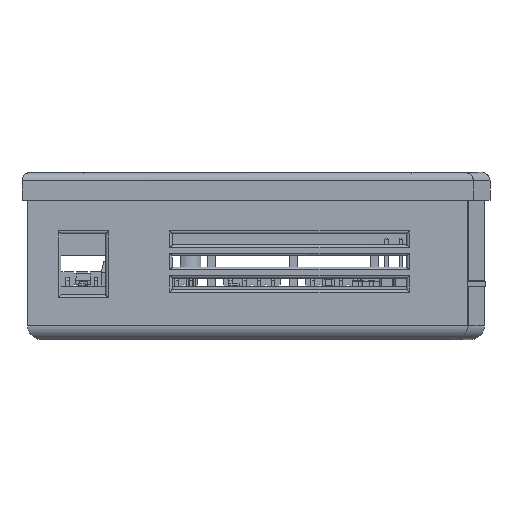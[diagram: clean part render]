
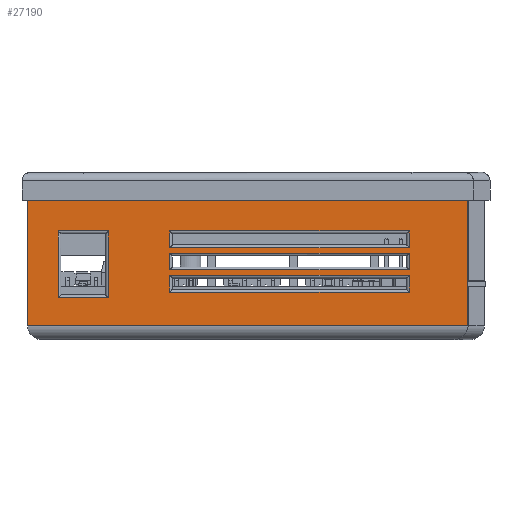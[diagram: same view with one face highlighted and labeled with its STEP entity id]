
A CAD part, front view. The second image highlights one B-rep face of the part: STEP entity #27190.
In plain terms, the highlighted planar face has unit normal (0, -1, 0).
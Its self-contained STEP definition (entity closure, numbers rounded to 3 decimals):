
#1492=FACE_BOUND('',#4900,.T.);
#1493=FACE_BOUND('',#4901,.T.);
#1494=FACE_BOUND('',#4902,.T.);
#1495=FACE_BOUND('',#4903,.T.);
#3183=FACE_OUTER_BOUND('',#4899,.T.);
#4899=EDGE_LOOP('',(#22182,#22183,#22184,#22185,#22186,#22187));
#4900=EDGE_LOOP('',(#22188,#22189,#22190,#22191));
#4901=EDGE_LOOP('',(#22192,#22193,#22194,#22195));
#4902=EDGE_LOOP('',(#22196,#22197,#22198,#22199));
#4903=EDGE_LOOP('',(#22200,#22201,#22202,#22203));
#7250=LINE('',#41833,#9901);
#7315=LINE('',#41963,#9966);
#7324=LINE('',#41982,#9975);
#7387=LINE('',#42109,#10038);
#7457=LINE('',#42318,#10108);
#7461=LINE('',#42332,#10112);
#7463=LINE('',#42340,#10114);
#7466=LINE('',#42348,#10117);
#7467=LINE('',#42351,#10118);
#7472=LINE('',#42359,#10123);
#7473=LINE('',#42362,#10124);
#7474=LINE('',#42364,#10125);
#7475=LINE('',#42366,#10126);
#7476=LINE('',#42367,#10127);
#7477=LINE('',#42370,#10128);
#7478=LINE('',#42372,#10129);
#7479=LINE('',#42374,#10130);
#7480=LINE('',#42375,#10131);
#7481=LINE('',#42378,#10132);
#7482=LINE('',#42380,#10133);
#7483=LINE('',#42382,#10134);
#7484=LINE('',#42383,#10135);
#9901=VECTOR('',#34751,10.);
#9966=VECTOR('',#34828,10.);
#9975=VECTOR('',#34841,10.);
#10038=VECTOR('',#34942,10.);
#10108=VECTOR('',#35138,10.);
#10112=VECTOR('',#35152,10.);
#10114=VECTOR('',#35160,10.);
#10117=VECTOR('',#35167,10.);
#10118=VECTOR('',#35172,10.);
#10123=VECTOR('',#35183,10.);
#10124=VECTOR('',#35184,10.);
#10125=VECTOR('',#35185,10.);
#10126=VECTOR('',#35186,10.);
#10127=VECTOR('',#35187,10.);
#10128=VECTOR('',#35188,10.);
#10129=VECTOR('',#35189,10.);
#10130=VECTOR('',#35190,10.);
#10131=VECTOR('',#35191,10.);
#10132=VECTOR('',#35192,10.);
#10133=VECTOR('',#35193,10.);
#10134=VECTOR('',#35194,10.);
#10135=VECTOR('',#35195,10.);
#12247=VERTEX_POINT('',#41830);
#12248=VERTEX_POINT('',#41832);
#12306=VERTEX_POINT('',#41960);
#12307=VERTEX_POINT('',#41962);
#12315=VERTEX_POINT('',#41980);
#12360=VERTEX_POINT('',#42105);
#12416=VERTEX_POINT('',#42330);
#12417=VERTEX_POINT('',#42331);
#12420=VERTEX_POINT('',#42339);
#12423=VERTEX_POINT('',#42347);
#12424=VERTEX_POINT('',#42360);
#12425=VERTEX_POINT('',#42361);
#12426=VERTEX_POINT('',#42363);
#12427=VERTEX_POINT('',#42365);
#12428=VERTEX_POINT('',#42368);
#12429=VERTEX_POINT('',#42369);
#12430=VERTEX_POINT('',#42371);
#12431=VERTEX_POINT('',#42373);
#12432=VERTEX_POINT('',#42376);
#12433=VERTEX_POINT('',#42377);
#12434=VERTEX_POINT('',#42379);
#12435=VERTEX_POINT('',#42381);
#15547=EDGE_CURVE('',#12247,#12248,#7250,.T.);
#15612=EDGE_CURVE('',#12307,#12306,#7315,.T.);
#15622=EDGE_CURVE('',#12315,#12306,#7324,.T.);
#15686=EDGE_CURVE('',#12248,#12360,#7387,.T.);
#15783=EDGE_CURVE('',#12360,#12315,#7457,.T.);
#15789=EDGE_CURVE('',#12416,#12417,#7461,.T.);
#15793=EDGE_CURVE('',#12417,#12420,#7463,.T.);
#15797=EDGE_CURVE('',#12420,#12423,#7466,.T.);
#15799=EDGE_CURVE('',#12423,#12416,#7467,.T.);
#15804=EDGE_CURVE('',#12307,#12247,#7472,.T.);
#15805=EDGE_CURVE('',#12424,#12425,#7473,.T.);
#15806=EDGE_CURVE('',#12426,#12424,#7474,.T.);
#15807=EDGE_CURVE('',#12427,#12426,#7475,.T.);
#15808=EDGE_CURVE('',#12425,#12427,#7476,.T.);
#15809=EDGE_CURVE('',#12428,#12429,#7477,.T.);
#15810=EDGE_CURVE('',#12430,#12428,#7478,.T.);
#15811=EDGE_CURVE('',#12431,#12430,#7479,.T.);
#15812=EDGE_CURVE('',#12429,#12431,#7480,.T.);
#15813=EDGE_CURVE('',#12432,#12433,#7481,.T.);
#15814=EDGE_CURVE('',#12434,#12432,#7482,.T.);
#15815=EDGE_CURVE('',#12435,#12434,#7483,.T.);
#15816=EDGE_CURVE('',#12433,#12435,#7484,.T.);
#22182=ORIENTED_EDGE('',*,*,#15804,.F.);
#22183=ORIENTED_EDGE('',*,*,#15612,.T.);
#22184=ORIENTED_EDGE('',*,*,#15622,.F.);
#22185=ORIENTED_EDGE('',*,*,#15783,.F.);
#22186=ORIENTED_EDGE('',*,*,#15686,.F.);
#22187=ORIENTED_EDGE('',*,*,#15547,.F.);
#22188=ORIENTED_EDGE('',*,*,#15805,.F.);
#22189=ORIENTED_EDGE('',*,*,#15806,.F.);
#22190=ORIENTED_EDGE('',*,*,#15807,.F.);
#22191=ORIENTED_EDGE('',*,*,#15808,.F.);
#22192=ORIENTED_EDGE('',*,*,#15809,.F.);
#22193=ORIENTED_EDGE('',*,*,#15810,.F.);
#22194=ORIENTED_EDGE('',*,*,#15811,.F.);
#22195=ORIENTED_EDGE('',*,*,#15812,.F.);
#22196=ORIENTED_EDGE('',*,*,#15813,.F.);
#22197=ORIENTED_EDGE('',*,*,#15814,.F.);
#22198=ORIENTED_EDGE('',*,*,#15815,.F.);
#22199=ORIENTED_EDGE('',*,*,#15816,.F.);
#22200=ORIENTED_EDGE('',*,*,#15789,.F.);
#22201=ORIENTED_EDGE('',*,*,#15799,.F.);
#22202=ORIENTED_EDGE('',*,*,#15797,.F.);
#22203=ORIENTED_EDGE('',*,*,#15793,.F.);
#25053=PLANE('',#29435);
#27190=ADVANCED_FACE('',(#3183,#1492,#1493,#1494,#1495),#25053,.T.);
#29435=AXIS2_PLACEMENT_3D('',#42358,#35181,#35182);
#34751=DIRECTION('',(0.,0.,1.));
#34828=DIRECTION('',(0.,0.,1.));
#34841=DIRECTION('',(1.,0.,0.));
#34942=DIRECTION('',(1.,0.,0.));
#35138=DIRECTION('',(1.,0.,0.));
#35152=DIRECTION('',(0.,0.,-1.));
#35160=DIRECTION('',(1.,0.,0.));
#35167=DIRECTION('',(0.,0.,1.));
#35172=DIRECTION('',(-1.,0.,0.));
#35181=DIRECTION('center_axis',(0.,-1.,0.));
#35182=DIRECTION('ref_axis',(1.,0.,0.));
#35183=DIRECTION('',(-1.,0.,0.));
#35184=DIRECTION('',(1.,0.,0.));
#35185=DIRECTION('',(0.,0.,-1.));
#35186=DIRECTION('',(-1.,0.,0.));
#35187=DIRECTION('',(0.,0.,1.));
#35188=DIRECTION('',(0.,0.,1.));
#35189=DIRECTION('',(1.,0.,0.));
#35190=DIRECTION('',(0.,0.,-1.));
#35191=DIRECTION('',(-1.,0.,0.));
#35192=DIRECTION('',(0.,0.,-1.));
#35193=DIRECTION('',(-1.,0.,0.));
#35194=DIRECTION('',(0.,0.,1.));
#35195=DIRECTION('',(1.,0.,0.));
#41830=CARTESIAN_POINT('',(28.,-76.,-5.5));
#41832=CARTESIAN_POINT('',(28.,-76.,17.));
#41833=CARTESIAN_POINT('',(28.,-76.,-8.));
#41960=CARTESIAN_POINT('',(107.,-76.,17.));
#41962=CARTESIAN_POINT('',(107.,-76.,-5.5));
#41963=CARTESIAN_POINT('',(107.,-76.,-8.));
#41980=CARTESIAN_POINT('',(97.,-76.,17.));
#41982=CARTESIAN_POINT('',(28.,-76.,17.));
#42105=CARTESIAN_POINT('',(38.,-76.,17.));
#42109=CARTESIAN_POINT('',(28.,-76.,17.));
#42318=CARTESIAN_POINT('',(28.,-76.,17.));
#42330=CARTESIAN_POINT('',(53.5,-76.,3.5));
#42331=CARTESIAN_POINT('',(53.5,-76.,0.5));
#42332=CARTESIAN_POINT('',(53.5,-76.,-3.5));
#42339=CARTESIAN_POINT('',(96.5,-76.,0.5));
#42340=CARTESIAN_POINT('',(62.,-76.,0.5));
#42347=CARTESIAN_POINT('',(96.5,-76.,3.5));
#42348=CARTESIAN_POINT('',(96.5,-76.,-2.5));
#42351=CARTESIAN_POINT('',(41.,-76.,3.5));
#42358=CARTESIAN_POINT('Origin',(28.,-76.,-8.));
#42359=CARTESIAN_POINT('',(48.5,-76.,-5.5));
#42360=CARTESIAN_POINT('',(53.5,-76.,8.5));
#42361=CARTESIAN_POINT('',(96.5,-76.,8.5));
#42362=CARTESIAN_POINT('',(62.,-76.,8.5));
#42363=CARTESIAN_POINT('',(53.5,-76.,11.5));
#42364=CARTESIAN_POINT('',(53.5,-76.,0.5));
#42365=CARTESIAN_POINT('',(96.5,-76.,11.5));
#42366=CARTESIAN_POINT('',(41.,-76.,11.5));
#42367=CARTESIAN_POINT('',(96.5,-76.,1.5));
#42368=CARTESIAN_POINT('',(42.5,-76.,-0.5));
#42369=CARTESIAN_POINT('',(42.5,-76.,11.5));
#42370=CARTESIAN_POINT('',(42.5,-76.,1.5));
#42371=CARTESIAN_POINT('',(33.5,-76.,-0.5));
#42372=CARTESIAN_POINT('',(35.,-76.,-0.5));
#42373=CARTESIAN_POINT('',(33.5,-76.,11.5));
#42374=CARTESIAN_POINT('',(33.5,-76.,-4.));
#42375=CARTESIAN_POINT('',(31.,-76.,11.5));
#42376=CARTESIAN_POINT('',(53.5,-76.,7.5));
#42377=CARTESIAN_POINT('',(53.5,-76.,4.5));
#42378=CARTESIAN_POINT('',(53.5,-76.,-1.5));
#42379=CARTESIAN_POINT('',(96.5,-76.,7.5));
#42380=CARTESIAN_POINT('',(41.,-76.,7.5));
#42381=CARTESIAN_POINT('',(96.5,-76.,4.5));
#42382=CARTESIAN_POINT('',(96.5,-76.,-0.5));
#42383=CARTESIAN_POINT('',(62.,-76.,4.5));
